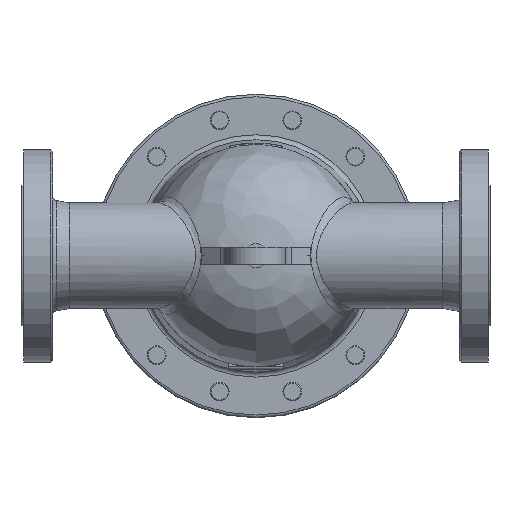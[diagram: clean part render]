
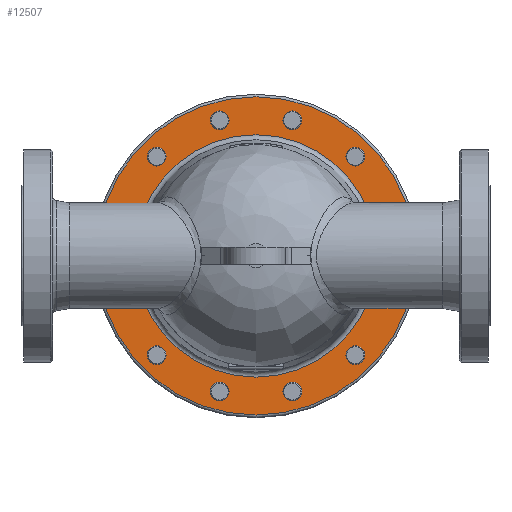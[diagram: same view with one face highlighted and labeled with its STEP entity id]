
A CAD part, top view. The second image highlights one B-rep face of the part: STEP entity #12507.
In plain terms, the highlighted planar face has unit normal (0, 0, 1).
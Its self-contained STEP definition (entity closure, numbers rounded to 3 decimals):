
#6019=CARTESIAN_POINT('',(-33.179,164.878,319.5));
#6020=VERTEX_POINT('',#6019);
#6021=CARTESIAN_POINT('',(-42.705,159.378,319.5));
#6022=DIRECTION('',(0.0,0.0,-1.0));
#6023=DIRECTION('',(-0.866,-0.5,0.0));
#6024=AXIS2_PLACEMENT_3D('',#6021,#6022,#6023);
#6025=CIRCLE('',#6024,11.0);
#6026=EDGE_CURVE('',#6020,#6020,#6025,.T.);
#6133=CARTESIAN_POINT('',(-111.173,126.199,319.5));
#6134=VERTEX_POINT('',#6133);
#6135=CARTESIAN_POINT('',(-116.673,116.673,319.5));
#6136=DIRECTION('',(0.0,0.0,-1.0));
#6137=DIRECTION('',(-0.5,-0.866,0.0));
#6138=AXIS2_PLACEMENT_3D('',#6135,#6136,#6137);
#6139=CIRCLE('',#6138,11.0);
#6140=EDGE_CURVE('',#6134,#6134,#6139,.T.);
#6247=CARTESIAN_POINT('',(-159.378,53.705,319.5));
#6248=VERTEX_POINT('',#6247);
#6249=CARTESIAN_POINT('',(-159.378,42.705,319.5));
#6250=DIRECTION('',(0.0,0.0,-1.0));
#6251=DIRECTION('',(0.0,-1.0,0.0));
#6252=AXIS2_PLACEMENT_3D('',#6249,#6250,#6251);
#6253=CIRCLE('',#6252,11.0);
#6254=EDGE_CURVE('',#6248,#6248,#6253,.T.);
#6361=CARTESIAN_POINT('',(-164.878,-33.179,319.5));
#6362=VERTEX_POINT('',#6361);
#6363=CARTESIAN_POINT('',(-159.378,-42.705,319.5));
#6364=DIRECTION('',(0.0,0.0,-1.0));
#6365=DIRECTION('',(0.5,-0.866,0.0));
#6366=AXIS2_PLACEMENT_3D('',#6363,#6364,#6365);
#6367=CIRCLE('',#6366,11.0);
#6368=EDGE_CURVE('',#6362,#6362,#6367,.T.);
#6475=CARTESIAN_POINT('',(-126.199,-111.173,319.5));
#6476=VERTEX_POINT('',#6475);
#6477=CARTESIAN_POINT('',(-116.673,-116.673,319.5));
#6478=DIRECTION('',(0.0,0.0,-1.0));
#6479=DIRECTION('',(0.866,-0.5,0.0));
#6480=AXIS2_PLACEMENT_3D('',#6477,#6478,#6479);
#6481=CIRCLE('',#6480,11.);
#6482=EDGE_CURVE('',#6476,#6476,#6481,.T.);
#6589=CARTESIAN_POINT('',(-53.705,-159.378,319.5));
#6590=VERTEX_POINT('',#6589);
#6591=CARTESIAN_POINT('',(-42.705,-159.378,319.5));
#6592=DIRECTION('',(0.0,0.0,-1.0));
#6593=DIRECTION('',(1.0,0.0,0.0));
#6594=AXIS2_PLACEMENT_3D('',#6591,#6592,#6593);
#6595=CIRCLE('',#6594,11.0);
#6596=EDGE_CURVE('',#6590,#6590,#6595,.T.);
#6703=CARTESIAN_POINT('',(33.179,-164.878,319.5));
#6704=VERTEX_POINT('',#6703);
#6705=CARTESIAN_POINT('',(42.705,-159.378,319.5));
#6706=DIRECTION('',(0.0,0.0,-1.0));
#6707=DIRECTION('',(0.866,0.5,0.0));
#6708=AXIS2_PLACEMENT_3D('',#6705,#6706,#6707);
#6709=CIRCLE('',#6708,11.);
#6710=EDGE_CURVE('',#6704,#6704,#6709,.T.);
#6817=CARTESIAN_POINT('',(111.173,-126.199,319.5));
#6818=VERTEX_POINT('',#6817);
#6819=CARTESIAN_POINT('',(116.673,-116.673,319.5));
#6820=DIRECTION('',(0.0,0.0,-1.0));
#6821=DIRECTION('',(0.5,0.866,0.0));
#6822=AXIS2_PLACEMENT_3D('',#6819,#6820,#6821);
#6823=CIRCLE('',#6822,11.);
#6824=EDGE_CURVE('',#6818,#6818,#6823,.T.);
#6931=CARTESIAN_POINT('',(159.378,-53.705,319.5));
#6932=VERTEX_POINT('',#6931);
#6933=CARTESIAN_POINT('',(159.378,-42.705,319.5));
#6934=DIRECTION('',(0.0,0.0,-1.0));
#6935=DIRECTION('',(0.0,1.0,0.0));
#6936=AXIS2_PLACEMENT_3D('',#6933,#6934,#6935);
#6937=CIRCLE('',#6936,11.0);
#6938=EDGE_CURVE('',#6932,#6932,#6937,.T.);
#7045=CARTESIAN_POINT('',(164.878,33.179,319.5));
#7046=VERTEX_POINT('',#7045);
#7047=CARTESIAN_POINT('',(159.378,42.705,319.5));
#7048=DIRECTION('',(0.0,0.0,-1.0));
#7049=DIRECTION('',(-0.5,0.866,0.0));
#7050=AXIS2_PLACEMENT_3D('',#7047,#7048,#7049);
#7051=CIRCLE('',#7050,11.);
#7052=EDGE_CURVE('',#7046,#7046,#7051,.T.);
#7159=CARTESIAN_POINT('',(126.199,111.173,319.5));
#7160=VERTEX_POINT('',#7159);
#7161=CARTESIAN_POINT('',(116.673,116.673,319.5));
#7162=DIRECTION('',(0.0,0.0,-1.0));
#7163=DIRECTION('',(-0.866,0.5,0.0));
#7164=AXIS2_PLACEMENT_3D('',#7161,#7162,#7163);
#7165=CIRCLE('',#7164,11.0);
#7166=EDGE_CURVE('',#7160,#7160,#7165,.T.);
#9814=CARTESIAN_POINT('',(53.705,159.378,319.5));
#9815=VERTEX_POINT('',#9814);
#9816=CARTESIAN_POINT('',(42.705,159.378,319.5));
#9817=DIRECTION('',(0.0,0.0,-1.0));
#9818=DIRECTION('',(-1.0,0.0,0.0));
#9819=AXIS2_PLACEMENT_3D('',#9816,#9817,#9818);
#9820=CIRCLE('',#9819,11.0);
#9821=EDGE_CURVE('',#9815,#9815,#9820,.T.);
#12429=CARTESIAN_POINT('',(187.0,0.,319.5));
#12430=VERTEX_POINT('',#12429);
#12431=CARTESIAN_POINT('',(0.0,0.0,319.5));
#12432=DIRECTION('',(0.0,0.0,-1.0));
#12433=DIRECTION('',(-1.0,0.0,0.0));
#12434=AXIS2_PLACEMENT_3D('',#12431,#12432,#12433);
#12435=CIRCLE('',#12434,187.0);
#12436=EDGE_CURVE('',#12430,#12430,#12435,.T.);
#12452=CARTESIAN_POINT('',(0.0,0.0,319.5));
#12453=DIRECTION('',(0.0,0.0,-1.0));
#12454=DIRECTION('',(-1.0,0.0,0.0));
#12455=AXIS2_PLACEMENT_3D('',#12452,#12453,#12454);
#12456=PLANE('',#12455);
#12457=ORIENTED_EDGE('',*,*,#12436,.F.);
#12458=EDGE_LOOP('',(#12457));
#12459=FACE_OUTER_BOUND('',#12458,.T.);
#12460=ORIENTED_EDGE('',*,*,#6026,.T.);
#12461=EDGE_LOOP('',(#12460));
#12462=FACE_BOUND('',#12461,.T.);
#12463=ORIENTED_EDGE('',*,*,#6140,.T.);
#12464=EDGE_LOOP('',(#12463));
#12465=FACE_BOUND('',#12464,.T.);
#12466=ORIENTED_EDGE('',*,*,#6254,.T.);
#12467=EDGE_LOOP('',(#12466));
#12468=FACE_BOUND('',#12467,.T.);
#12469=ORIENTED_EDGE('',*,*,#6368,.T.);
#12470=EDGE_LOOP('',(#12469));
#12471=FACE_BOUND('',#12470,.T.);
#12472=ORIENTED_EDGE('',*,*,#6482,.T.);
#12473=EDGE_LOOP('',(#12472));
#12474=FACE_BOUND('',#12473,.T.);
#12475=ORIENTED_EDGE('',*,*,#6596,.T.);
#12476=EDGE_LOOP('',(#12475));
#12477=FACE_BOUND('',#12476,.T.);
#12478=ORIENTED_EDGE('',*,*,#6710,.T.);
#12479=EDGE_LOOP('',(#12478));
#12480=FACE_BOUND('',#12479,.T.);
#12481=ORIENTED_EDGE('',*,*,#6824,.T.);
#12482=EDGE_LOOP('',(#12481));
#12483=FACE_BOUND('',#12482,.T.);
#12484=ORIENTED_EDGE('',*,*,#6938,.T.);
#12485=EDGE_LOOP('',(#12484));
#12486=FACE_BOUND('',#12485,.T.);
#12487=ORIENTED_EDGE('',*,*,#7052,.T.);
#12488=EDGE_LOOP('',(#12487));
#12489=FACE_BOUND('',#12488,.T.);
#12490=ORIENTED_EDGE('',*,*,#7166,.T.);
#12491=EDGE_LOOP('',(#12490));
#12492=FACE_BOUND('',#12491,.T.);
#12493=ORIENTED_EDGE('',*,*,#9821,.T.);
#12494=EDGE_LOOP('',(#12493));
#12495=FACE_BOUND('',#12494,.T.);
#12496=CARTESIAN_POINT('',(142.419,0.,319.5));
#12497=VERTEX_POINT('',#12496);
#12498=CARTESIAN_POINT('',(0.0,0.0,319.5));
#12499=DIRECTION('',(0.0,0.0,1.0));
#12500=DIRECTION('',(-1.0,0.0,0.0));
#12501=AXIS2_PLACEMENT_3D('',#12498,#12499,#12500);
#12502=CIRCLE('',#12501,142.419);
#12503=EDGE_CURVE('',#12497,#12497,#12502,.T.);
#12504=ORIENTED_EDGE('',*,*,#12503,.F.);
#12505=EDGE_LOOP('',(#12504));
#12506=FACE_BOUND('',#12505,.T.);
#12507=ADVANCED_FACE('',(#12459,#12462,#12465,#12468,#12471,#12474,#12477,#12480,#12483,#12486,#12489,#12492,#12495,#12506),#12456,.F.);
